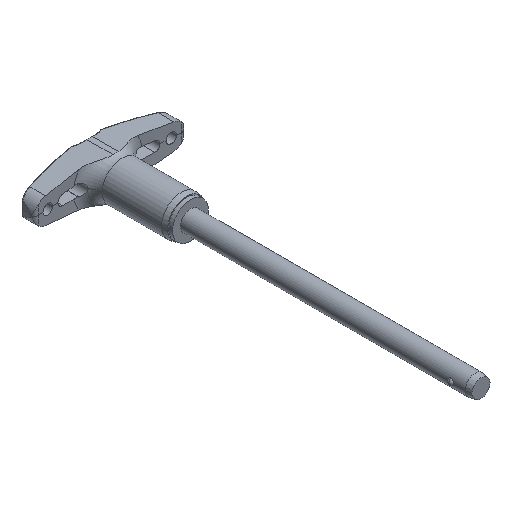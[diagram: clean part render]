
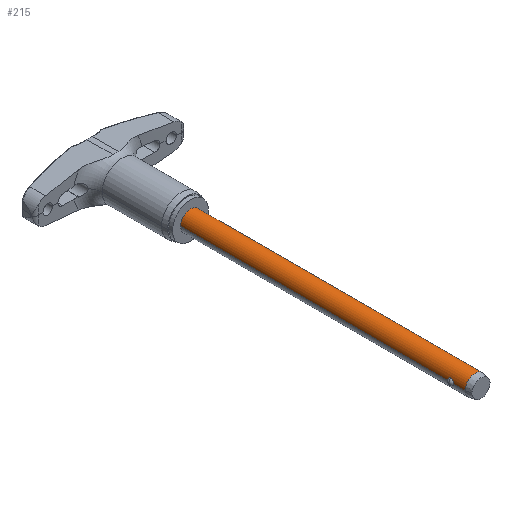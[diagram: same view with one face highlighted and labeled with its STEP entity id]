
A CAD part, isometric view. The second image highlights one B-rep face of the part: STEP entity #215.
In plain terms, the highlighted cylindrical face has radius 3 mm (diameter 6 mm), a partial arc.
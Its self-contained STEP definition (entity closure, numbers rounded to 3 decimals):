
#215=ADVANCED_FACE('',(#484),#485,.T.);
#484=FACE_OUTER_BOUND('',#806,.T.);
#485=CYLINDRICAL_SURFACE('',#807,3.0);
#806=EDGE_LOOP('',(#1468,#1469,#1470,#1471,#1472,#1473,#1474,#1475,#1476,#1477));
#807=AXIS2_PLACEMENT_3D('',#1478,#1479,#1480);
#1468=ORIENTED_EDGE('',*,*,#2234,.T.);
#1469=ORIENTED_EDGE('',*,*,#2257,.T.);
#1470=ORIENTED_EDGE('',*,*,#2250,.T.);
#1471=ORIENTED_EDGE('',*,*,#2241,.T.);
#1472=ORIENTED_EDGE('',*,*,#2263,.F.);
#1473=ORIENTED_EDGE('',*,*,#2239,.T.);
#1474=ORIENTED_EDGE('',*,*,#2253,.T.);
#1475=ORIENTED_EDGE('',*,*,#2255,.T.);
#1476=ORIENTED_EDGE('',*,*,#2236,.T.);
#1477=ORIENTED_EDGE('',*,*,#2261,.T.);
#1478=CARTESIAN_POINT('',(0.0,-42.625,0.0));
#1479=DIRECTION('',(-0.0,1.0,0.0));
#1480=DIRECTION('',(1.0,0.0,0.0));
#2234=EDGE_CURVE('',#2750,#2751,#2752,.T.);
#2236=EDGE_CURVE('',#2755,#2753,#2756,.T.);
#2239=EDGE_CURVE('',#2761,#2759,#2762,.T.);
#2241=EDGE_CURVE('',#2765,#2763,#2766,.T.);
#2250=EDGE_CURVE('',#2777,#2765,#2779,.T.);
#2253=EDGE_CURVE('',#2759,#2781,#2783,.T.);
#2255=EDGE_CURVE('',#2781,#2755,#2785,.T.);
#2257=EDGE_CURVE('',#2751,#2777,#2787,.T.);
#2261=EDGE_CURVE('',#2753,#2750,#2791,.T.);
#2263=EDGE_CURVE('',#2761,#2763,#2793,.T.);
#2750=VERTEX_POINT('',#4055);
#2751=VERTEX_POINT('',#4056);
#2752=LINE('',#4057,#4058);
#2753=VERTEX_POINT('',#4059);
#2755=VERTEX_POINT('',#4061);
#2756=LINE('',#4062,#4063);
#2759=VERTEX_POINT('',#4079);
#2761=VERTEX_POINT('',#4094);
#2762=LINE('',#4095,#4096);
#2763=VERTEX_POINT('',#4097);
#2765=VERTEX_POINT('',#4099);
#2766=LINE('',#4100,#4101);
#2777=VERTEX_POINT('',#4140);
#2779=B_SPLINE_CURVE_WITH_KNOTS('',3,(#4142,#4143,#4144,#4145,#4146,#4147,#4148,#4149,#4150,#4151,#4152,#4153,#4154,#4155),.UNSPECIFIED.,.F.,.F.,(4,2,2,2,2,2,4),(2.715,3.013,3.311,3.452,3.594,3.833,4.073),.UNSPECIFIED.);
#2781=VERTEX_POINT('',#4157);
#2783=B_SPLINE_CURVE_WITH_KNOTS('',3,(#4159,#4160,#4161,#4162,#4163,#4164,#4165,#4166,#4167,#4168,#4169,#4170,#4171,#4172),.UNSPECIFIED.,.F.,.F.,(4,2,2,2,2,2,4),(4.073,4.312,4.552,4.693,4.835,5.132,5.43),.UNSPECIFIED.);
#2785=B_SPLINE_CURVE_WITH_KNOTS('',3,(#4174,#4175,#4176,#4177,#4178,#4179,#4180,#4181,#4182,#4183,#4184,#4185,#4186,#4187),.UNSPECIFIED.,.F.,.F.,(4,2,2,2,2,2,4),(0.0,0.298,0.596,0.737,0.879,1.118,1.358),.UNSPECIFIED.);
#2787=B_SPLINE_CURVE_WITH_KNOTS('',3,(#4189,#4190,#4191,#4192,#4193,#4194,#4195,#4196,#4197,#4198,#4199,#4200,#4201,#4202),.UNSPECIFIED.,.F.,.F.,(4,2,2,2,2,2,4),(1.358,1.597,1.836,1.978,2.119,2.417,2.715),.UNSPECIFIED.);
#2791=CIRCLE('',#4206,3.0);
#2793=CIRCLE('',#4208,3.0);
#4055=CARTESIAN_POINT('',(3.0,-85.25,0.0));
#4056=CARTESIAN_POINT('',(3.0,-81.732,0.));
#4057=CARTESIAN_POINT('',(3.0,-42.625,0.));
#4058=VECTOR('',#5073,1.0);
#4059=CARTESIAN_POINT('',(-3.0,-85.25,0.));
#4061=CARTESIAN_POINT('',(-3.0,-81.732,0.));
#4062=CARTESIAN_POINT('',(-3.0,-42.625,0.));
#4063=VECTOR('',#5077,1.0);
#4079=CARTESIAN_POINT('',(-3.0,-80.0,0.));
#4094=CARTESIAN_POINT('',(-3.0,0.,0.));
#4095=CARTESIAN_POINT('',(-3.0,-42.625,0.));
#4096=VECTOR('',#5078,1.0);
#4097=CARTESIAN_POINT('',(3.0,0.0,0.0));
#4099=CARTESIAN_POINT('',(3.0,-80.0,0.));
#4100=CARTESIAN_POINT('',(3.0,-42.625,0.));
#4101=VECTOR('',#5082,1.0);
#4140=CARTESIAN_POINT('',(2.85,-80.866,0.937));
#4142=CARTESIAN_POINT('',(2.85,-80.866,0.937));
#4143=CARTESIAN_POINT('',(2.85,-80.767,0.937));
#4144=CARTESIAN_POINT('',(2.856,-80.661,0.918));
#4145=CARTESIAN_POINT('',(2.88,-80.466,0.84));
#4146=CARTESIAN_POINT('',(2.897,-80.376,0.782));
#4147=CARTESIAN_POINT('',(2.921,-80.269,0.685));
#4148=CARTESIAN_POINT('',(2.93,-80.235,0.648));
#4149=CARTESIAN_POINT('',(2.946,-80.172,0.567));
#4150=CARTESIAN_POINT('',(2.954,-80.144,0.524));
#4151=CARTESIAN_POINT('',(2.972,-80.084,0.414));
#4152=CARTESIAN_POINT('',(2.983,-80.052,0.334));
#4153=CARTESIAN_POINT('',(2.997,-80.01,0.167));
#4154=CARTESIAN_POINT('',(3.0,-80.0,0.08));
#4155=CARTESIAN_POINT('',(3.0,-80.0,0.));
#4157=CARTESIAN_POINT('',(-2.85,-80.866,0.937));
#4159=CARTESIAN_POINT('',(-3.0,-80.0,0.));
#4160=CARTESIAN_POINT('',(-3.0,-80.0,0.08));
#4161=CARTESIAN_POINT('',(-2.997,-80.01,0.167));
#4162=CARTESIAN_POINT('',(-2.983,-80.052,0.334));
#4163=CARTESIAN_POINT('',(-2.972,-80.084,0.414));
#4164=CARTESIAN_POINT('',(-2.954,-80.144,0.524));
#4165=CARTESIAN_POINT('',(-2.946,-80.172,0.567));
#4166=CARTESIAN_POINT('',(-2.93,-80.235,0.648));
#4167=CARTESIAN_POINT('',(-2.921,-80.269,0.685));
#4168=CARTESIAN_POINT('',(-2.897,-80.376,0.782));
#4169=CARTESIAN_POINT('',(-2.88,-80.466,0.84));
#4170=CARTESIAN_POINT('',(-2.856,-80.661,0.918));
#4171=CARTESIAN_POINT('',(-2.85,-80.767,0.937));
#4172=CARTESIAN_POINT('',(-2.85,-80.866,0.937));
#4174=CARTESIAN_POINT('',(-2.85,-80.866,0.937));
#4175=CARTESIAN_POINT('',(-2.85,-80.965,0.937));
#4176=CARTESIAN_POINT('',(-2.856,-81.071,0.918));
#4177=CARTESIAN_POINT('',(-2.88,-81.266,0.84));
#4178=CARTESIAN_POINT('',(-2.897,-81.356,0.782));
#4179=CARTESIAN_POINT('',(-2.921,-81.463,0.685));
#4180=CARTESIAN_POINT('',(-2.93,-81.497,0.648));
#4181=CARTESIAN_POINT('',(-2.946,-81.56,0.567));
#4182=CARTESIAN_POINT('',(-2.954,-81.588,0.524));
#4183=CARTESIAN_POINT('',(-2.972,-81.648,0.414));
#4184=CARTESIAN_POINT('',(-2.983,-81.68,0.334));
#4185=CARTESIAN_POINT('',(-2.997,-81.722,0.167));
#4186=CARTESIAN_POINT('',(-3.0,-81.732,0.08));
#4187=CARTESIAN_POINT('',(-3.0,-81.732,0.));
#4189=CARTESIAN_POINT('',(3.0,-81.732,0.));
#4190=CARTESIAN_POINT('',(3.0,-81.732,0.08));
#4191=CARTESIAN_POINT('',(2.997,-81.722,0.167));
#4192=CARTESIAN_POINT('',(2.983,-81.68,0.334));
#4193=CARTESIAN_POINT('',(2.972,-81.648,0.414));
#4194=CARTESIAN_POINT('',(2.954,-81.588,0.524));
#4195=CARTESIAN_POINT('',(2.946,-81.56,0.567));
#4196=CARTESIAN_POINT('',(2.93,-81.497,0.648));
#4197=CARTESIAN_POINT('',(2.921,-81.463,0.685));
#4198=CARTESIAN_POINT('',(2.897,-81.356,0.782));
#4199=CARTESIAN_POINT('',(2.88,-81.266,0.84));
#4200=CARTESIAN_POINT('',(2.856,-81.071,0.918));
#4201=CARTESIAN_POINT('',(2.85,-80.965,0.937));
#4202=CARTESIAN_POINT('',(2.85,-80.866,0.937));
#4206=AXIS2_PLACEMENT_3D('',#5097,#5098,#5099);
#4208=AXIS2_PLACEMENT_3D('',#5100,#5101,#5102);
#5073=DIRECTION('',(0.0,1.0,0.0));
#5077=DIRECTION('',(-0.0,-1.0,-0.0));
#5078=DIRECTION('',(-0.0,-1.0,-0.0));
#5082=DIRECTION('',(0.0,1.0,0.0));
#5097=CARTESIAN_POINT('',(0.0,-85.25,0.0));
#5098=DIRECTION('',(-0.0,1.0,0.0));
#5099=DIRECTION('',(1.0,0.0,0.0));
#5100=CARTESIAN_POINT('',(0.0,0.0,0.0));
#5101=DIRECTION('',(-0.0,1.0,0.));
#5102=DIRECTION('',(1.0,0.0,0.0));
